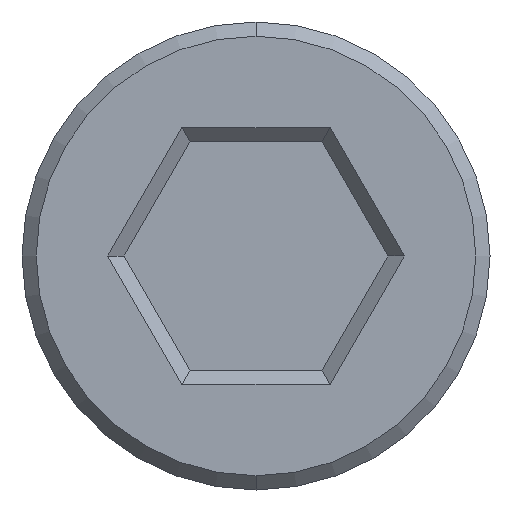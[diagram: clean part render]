
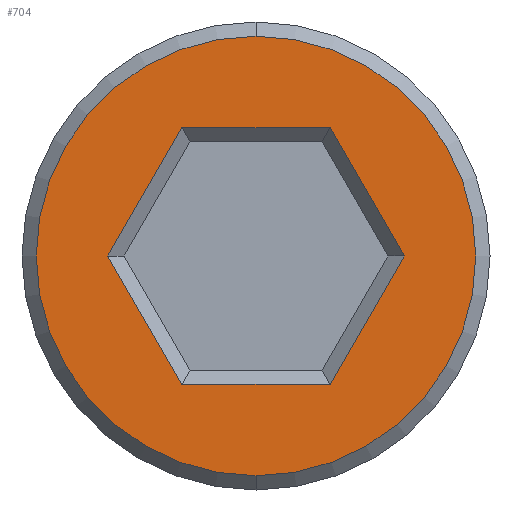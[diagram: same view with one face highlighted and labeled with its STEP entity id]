
A CAD part, front view. The second image highlights one B-rep face of the part: STEP entity #704.
In plain terms, the highlighted planar face has unit normal (0, -1, 0).
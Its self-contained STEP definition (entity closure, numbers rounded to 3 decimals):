
#29 = CARTESIAN_POINT ( 'NONE',  ( 0., 0., 0. ) ) ;
#42 = LINE ( 'NONE', #678, #575 ) ;
#44 = EDGE_CURVE ( 'NONE', #706, #255, #462, .T. ) ;
#47 = CARTESIAN_POINT ( 'NONE',  ( 1.949, 0., 1.125 ) ) ;
#57 = CIRCLE ( 'NONE', #346, 3.85 ) ;
#67 = DIRECTION ( 'NONE',  ( 0.5, 0., 0.866 ) ) ;
#68 = ORIENTED_EDGE ( 'NONE', *, *, #679, .T. ) ;
#69 = EDGE_CURVE ( 'NONE', #141, #418, #42, .T. ) ;
#71 = FACE_BOUND ( 'NONE', #664, .T. ) ;
#76 = ORIENTED_EDGE ( 'NONE', *, *, #440, .T. ) ;
#81 = CIRCLE ( 'NONE', #387, 3.85 ) ;
#93 = ORIENTED_EDGE ( 'NONE', *, *, #44, .T. ) ;
#95 = EDGE_CURVE ( 'NONE', #255, #632, #747, .T. ) ;
#111 = DIRECTION ( 'NONE',  ( -1., 0., 0. ) ) ;
#125 = ORIENTED_EDGE ( 'NONE', *, *, #175, .T. ) ;
#141 = VERTEX_POINT ( 'NONE', #635 ) ;
#146 = ORIENTED_EDGE ( 'NONE', *, *, #548, .T. ) ;
#152 = EDGE_LOOP ( 'NONE', ( #379, #76 ) ) ;
#170 = DIRECTION ( 'NONE',  ( -0.5, 0., -0.866 ) ) ;
#175 = EDGE_CURVE ( 'NONE', #714, #141, #352, .T. ) ;
#176 = FACE_OUTER_BOUND ( 'NONE', #152, .T. ) ;
#194 = DIRECTION ( 'NONE',  ( 0., -1., 0. ) ) ;
#237 = DIRECTION ( 'NONE',  ( 0., 1., 0. ) ) ;
#255 = VERTEX_POINT ( 'NONE', #464 ) ;
#283 = CARTESIAN_POINT ( 'NONE',  ( 0., 0., 3.85 ) ) ;
#287 = AXIS2_PLACEMENT_3D ( 'NONE', #343, #237, #580 ) ;
#288 = CARTESIAN_POINT ( 'NONE',  ( -1.299, 0., -2.25 ) ) ;
#291 = ORIENTED_EDGE ( 'NONE', *, *, #69, .T. ) ;
#295 = CARTESIAN_POINT ( 'NONE',  ( -1.949, 0., -1.125 ) ) ;
#311 = VECTOR ( 'NONE', #411, 1000. ) ;
#314 = CARTESIAN_POINT ( 'NONE',  ( 0., 0., 0. ) ) ;
#343 = CARTESIAN_POINT ( 'NONE',  ( 0., 0., 0. ) ) ;
#346 = AXIS2_PLACEMENT_3D ( 'NONE', #314, #724, #730 ) ;
#352 = LINE ( 'NONE', #413, #516 ) ;
#375 = DIRECTION ( 'NONE',  ( 0., 0., 1. ) ) ;
#379 = ORIENTED_EDGE ( 'NONE', *, *, #458, .T. ) ;
#385 = VECTOR ( 'NONE', #170, 1000. ) ;
#387 = AXIS2_PLACEMENT_3D ( 'NONE', #29, #194, #375 ) ;
#411 = DIRECTION ( 'NONE',  ( -0.5, 0., 0.866 ) ) ;
#413 = CARTESIAN_POINT ( 'NONE',  ( -1.949, 0., 1.125 ) ) ;
#418 = VERTEX_POINT ( 'NONE', #658 ) ;
#440 = EDGE_CURVE ( 'NONE', #644, #474, #81, .T. ) ;
#456 = DIRECTION ( 'NONE',  ( 0.5, 0., -0.866 ) ) ;
#458 = EDGE_CURVE ( 'NONE', #474, #644, #57, .T. ) ;
#459 = DIRECTION ( 'NONE',  ( 1., 0., 0. ) ) ;
#462 = LINE ( 'NONE', #621, #385 ) ;
#464 = CARTESIAN_POINT ( 'NONE',  ( 1.299, 0., -2.25 ) ) ;
#474 = VERTEX_POINT ( 'NONE', #283 ) ;
#475 = LINE ( 'NONE', #295, #311 ) ;
#477 = ORIENTED_EDGE ( 'NONE', *, *, #95, .T. ) ;
#495 = VECTOR ( 'NONE', #456, 1000. ) ;
#516 = VECTOR ( 'NONE', #67, 1000. ) ;
#548 = EDGE_CURVE ( 'NONE', #418, #706, #560, .T. ) ;
#560 = LINE ( 'NONE', #47, #495 ) ;
#575 = VECTOR ( 'NONE', #459, 1000. ) ;
#577 = CARTESIAN_POINT ( 'NONE',  ( -2.598, 0., 0. ) ) ;
#580 = DIRECTION ( 'NONE',  ( 0., 0., 1. ) ) ;
#615 = VECTOR ( 'NONE', #111, 1000. ) ;
#621 = CARTESIAN_POINT ( 'NONE',  ( 1.949, 0., -1.125 ) ) ;
#632 = VERTEX_POINT ( 'NONE', #288 ) ;
#635 = CARTESIAN_POINT ( 'NONE',  ( -1.299, 0., 2.25 ) ) ;
#644 = VERTEX_POINT ( 'NONE', #707 ) ;
#645 = CARTESIAN_POINT ( 'NONE',  ( 2.598, 0., 0. ) ) ;
#658 = CARTESIAN_POINT ( 'NONE',  ( 1.299, 0., 2.25 ) ) ;
#664 = EDGE_LOOP ( 'NONE', ( #68, #125, #291, #146, #93, #477 ) ) ;
#678 = CARTESIAN_POINT ( 'NONE',  ( 0., 0., 2.25 ) ) ;
#679 = EDGE_CURVE ( 'NONE', #632, #714, #475, .T. ) ;
#681 = CARTESIAN_POINT ( 'NONE',  ( 0., 0., -2.25 ) ) ;
#695 = PLANE ( 'NONE',  #287 ) ;
#704 = ADVANCED_FACE ( 'NONE', ( #71, #176 ), #695, .F. ) ;
#706 = VERTEX_POINT ( 'NONE', #645 ) ;
#707 = CARTESIAN_POINT ( 'NONE',  ( 0., 0., -3.85 ) ) ;
#714 = VERTEX_POINT ( 'NONE', #577 ) ;
#724 = DIRECTION ( 'NONE',  ( 0., -1., 0. ) ) ;
#730 = DIRECTION ( 'NONE',  ( 0., 0., 1. ) ) ;
#747 = LINE ( 'NONE', #681, #615 ) ;
